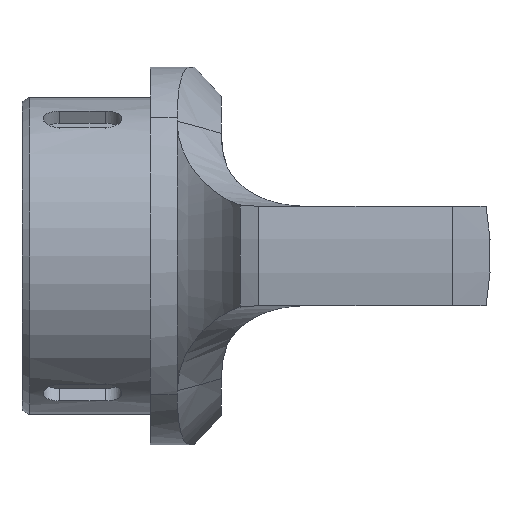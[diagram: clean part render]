
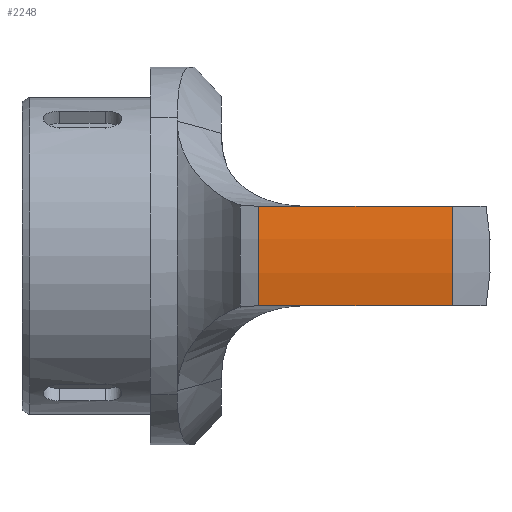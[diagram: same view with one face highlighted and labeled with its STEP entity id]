
A CAD part, left-side view. The second image highlights one B-rep face of the part: STEP entity #2248.
In plain terms, the highlighted cylindrical face has radius 18.5 mm (diameter 37 mm), a partial arc.
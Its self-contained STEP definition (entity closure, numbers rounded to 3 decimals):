
#158 = EDGE_CURVE ( 'NONE', #1546, #1021, #1285, .T. ) ;
#211 = LINE ( 'NONE', #838, #1662 ) ;
#228 = CARTESIAN_POINT ( 'NONE',  ( 0., 0., 0. ) ) ;
#313 = CIRCLE ( 'NONE', #1065, 18.5 ) ;
#325 = CARTESIAN_POINT ( 'NONE',  ( -18.206, 5.714, 3.284 ) ) ;
#348 = LINE ( 'NONE', #559, #1745 ) ;
#391 = VERTEX_POINT ( 'NONE', #749 ) ;
#467 = CARTESIAN_POINT ( 'NONE',  ( -18.206, 5.873, -3.285 ) ) ;
#512 = CARTESIAN_POINT ( 'NONE',  ( -18.206, 5.714, 3.284 ) ) ;
#559 = CARTESIAN_POINT ( 'NONE',  ( -18.206, 0., -3.284 ) ) ;
#620 = DIRECTION ( 'NONE',  ( 0., -1., 0. ) ) ;
#634 = ORIENTED_EDGE ( 'NONE', *, *, #2227, .F. ) ;
#730 = ORIENTED_EDGE ( 'NONE', *, *, #1081, .T. ) ;
#749 = CARTESIAN_POINT ( 'NONE',  ( -18.206, 5.714, -3.284 ) ) ;
#838 = CARTESIAN_POINT ( 'NONE',  ( -18.206, 0., 3.284 ) ) ;
#860 = CYLINDRICAL_SURFACE ( 'NONE', #1026, 18.5 ) ;
#913 = CARTESIAN_POINT ( 'NONE',  ( 0., -6.983, 0. ) ) ;
#1009 = CARTESIAN_POINT ( 'NONE',  ( -18.206, -6.983, 3.284 ) ) ;
#1012 = DIRECTION ( 'NONE',  ( 0., 1., 0. ) ) ;
#1021 = VERTEX_POINT ( 'NONE', #2627 ) ;
#1024 = CARTESIAN_POINT ( 'NONE',  ( -18.206, 5.82, -3.284 ) ) ;
#1026 = AXIS2_PLACEMENT_3D ( 'NONE', #228, #1915, #1874 ) ;
#1035 = CARTESIAN_POINT ( 'NONE',  ( -18.206, -6.983, -3.284 ) ) ;
#1065 = AXIS2_PLACEMENT_3D ( 'NONE', #1672, #620, #2133 ) ;
#1067 = VERTEX_POINT ( 'NONE', #1035 ) ;
#1081 = EDGE_CURVE ( 'NONE', #1021, #1665, #313, .T. ) ;
#1123 = VERTEX_POINT ( 'NONE', #1009 ) ;
#1185 = EDGE_CURVE ( 'NONE', #1123, #1067, #1388, .T. ) ;
#1263 = ORIENTED_EDGE ( 'NONE', *, *, #158, .T. ) ;
#1285 = B_SPLINE_CURVE_WITH_KNOTS ( 'NONE', 3,
 ( #325, #1583, #2036, #1357 ),
 .UNSPECIFIED., .F., .F.,
 ( 4, 4 ),
 ( 0., 0. ),
 .UNSPECIFIED. ) ;
#1357 = CARTESIAN_POINT ( 'NONE',  ( -18.206, 5.873, 3.285 ) ) ;
#1388 = CIRCLE ( 'NONE', #2507, 18.5 ) ;
#1477 = FACE_OUTER_BOUND ( 'NONE', #2654, .T. ) ;
#1502 = CARTESIAN_POINT ( 'NONE',  ( -18.206, 5.767, -3.284 ) ) ;
#1546 = VERTEX_POINT ( 'NONE', #512 ) ;
#1583 = CARTESIAN_POINT ( 'NONE',  ( -18.206, 5.767, 3.284 ) ) ;
#1662 = VECTOR ( 'NONE', #1691, 1000. ) ;
#1665 = VERTEX_POINT ( 'NONE', #467 ) ;
#1672 = CARTESIAN_POINT ( 'NONE',  ( 0., 5.873, 0. ) ) ;
#1691 = DIRECTION ( 'NONE',  ( 0., -1., 0. ) ) ;
#1692 = ORIENTED_EDGE ( 'NONE', *, *, #2147, .T. ) ;
#1714 = CARTESIAN_POINT ( 'NONE',  ( -18.206, 5.873, -3.285 ) ) ;
#1745 = VECTOR ( 'NONE', #1012, 1000. ) ;
#1765 = DIRECTION ( 'NONE',  ( 0., 0., -1. ) ) ;
#1874 = DIRECTION ( 'NONE',  ( 0., 0., -1. ) ) ;
#1915 = DIRECTION ( 'NONE',  ( 0., -1., 0. ) ) ;
#1959 = DIRECTION ( 'NONE',  ( 0., -1., 0. ) ) ;
#1990 = ORIENTED_EDGE ( 'NONE', *, *, #1185, .F. ) ;
#2036 = CARTESIAN_POINT ( 'NONE',  ( -18.206, 5.82, 3.284 ) ) ;
#2118 = EDGE_CURVE ( 'NONE', #1067, #391, #348, .T. ) ;
#2133 = DIRECTION ( 'NONE',  ( 0., 0., -1. ) ) ;
#2147 = EDGE_CURVE ( 'NONE', #1665, #391, #2384, .T. ) ;
#2227 = EDGE_CURVE ( 'NONE', #1546, #1123, #211, .T. ) ;
#2248 = ADVANCED_FACE ( 'NONE', ( #1477 ), #860, .T. ) ;
#2384 = B_SPLINE_CURVE_WITH_KNOTS ( 'NONE', 3,
 ( #1714, #1024, #1502, #2519 ),
 .UNSPECIFIED., .F., .F.,
 ( 4, 4 ),
 ( 0.001, 0.001 ),
 .UNSPECIFIED. ) ;
#2435 = ORIENTED_EDGE ( 'NONE', *, *, #2118, .F. ) ;
#2507 = AXIS2_PLACEMENT_3D ( 'NONE', #913, #1959, #1765 ) ;
#2519 = CARTESIAN_POINT ( 'NONE',  ( -18.206, 5.714, -3.284 ) ) ;
#2627 = CARTESIAN_POINT ( 'NONE',  ( -18.206, 5.873, 3.285 ) ) ;
#2654 = EDGE_LOOP ( 'NONE', ( #1263, #730, #1692, #2435, #1990, #634 ) ) ;
